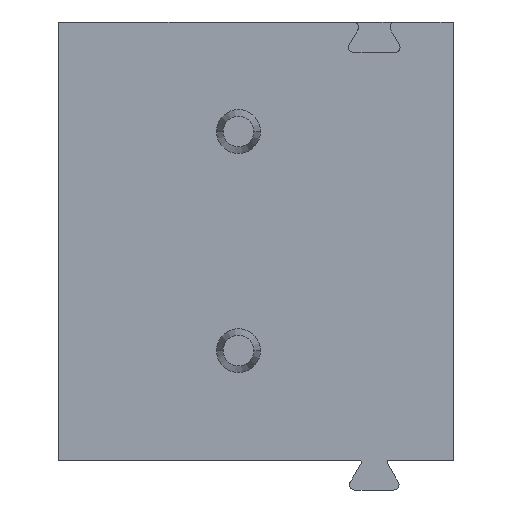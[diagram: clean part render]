
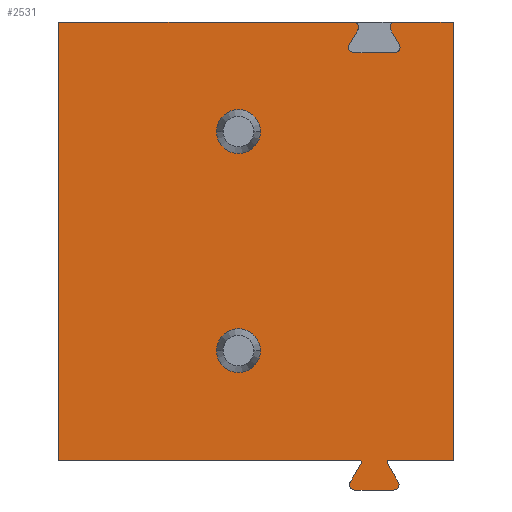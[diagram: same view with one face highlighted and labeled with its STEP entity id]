
A CAD part, front view. The second image highlights one B-rep face of the part: STEP entity #2531.
In plain terms, the highlighted planar face has unit normal (0, -1, 0).
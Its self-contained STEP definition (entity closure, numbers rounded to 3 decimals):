
#28=DIRECTION('',(1.,0.,0.));
#29=VECTOR('',#28,6.721);
#30=CARTESIAN_POINT('',(-4.5,-6.25,7.5));
#31=LINE('',#30,#29);
#52=DIRECTION('',(1.,0.,0.));
#53=VECTOR('',#52,1.321);
#54=CARTESIAN_POINT('',(3.179,-6.25,7.5));
#55=LINE('',#54,#53);
#96=DIRECTION('',(1.,0.,0.));
#97=VECTOR('',#96,0.935);
#98=CARTESIAN_POINT('',(2.232,-6.25,6.8));
#99=LINE('',#98,#97);
#100=CARTESIAN_POINT('',(3.168,-6.25,6.92));
#101=DIRECTION('',(0.,-1.,0.));
#102=DIRECTION('',(0.,0.,-1.));
#103=AXIS2_PLACEMENT_3D('',#100,#101,#102);
#105=DIRECTION('',(-0.5,0.,0.866));
#106=VECTOR('',#105,0.393);
#107=CARTESIAN_POINT('',(3.272,-6.25,6.98));
#108=LINE('',#107,#106);
#109=CARTESIAN_POINT('',(3.179,-6.25,7.38));
#110=DIRECTION('',(0.,-1.,0.));
#111=DIRECTION('',(0.,0.,1.));
#112=AXIS2_PLACEMENT_3D('',#109,#110,#111);
#114=CARTESIAN_POINT('',(3.046,-6.25,-2.55));
#115=DIRECTION('',(0.,1.,0.));
#116=DIRECTION('',(-0.866,0.,-0.5));
#117=AXIS2_PLACEMENT_3D('',#114,#115,#116);
#119=DIRECTION('',(-0.5,0.,0.866));
#120=VECTOR('',#119,0.491);
#121=CARTESIAN_POINT('',(3.248,-6.25,-3.));
#122=LINE('',#121,#120);
#123=CARTESIAN_POINT('',(3.144,-6.25,-3.06));
#124=DIRECTION('',(0.,-1.,0.));
#125=DIRECTION('',(0.,0.,-1.));
#126=AXIS2_PLACEMENT_3D('',#123,#124,#125);
#128=DIRECTION('',(1.,0.,0.));
#129=VECTOR('',#128,0.889);
#130=CARTESIAN_POINT('',(2.256,-6.25,-3.18));
#131=LINE('',#130,#129);
#132=CARTESIAN_POINT('',(2.256,-6.25,-3.06));
#133=DIRECTION('',(0.,-1.,0.));
#134=DIRECTION('',(-0.866,0.,0.5));
#135=AXIS2_PLACEMENT_3D('',#132,#133,#134);
#137=DIRECTION('',(-0.5,0.,-0.866));
#138=VECTOR('',#137,0.491);
#139=CARTESIAN_POINT('',(2.397,-6.25,-2.575));
#140=LINE('',#139,#138);
#141=CARTESIAN_POINT('',(2.354,-6.25,-2.55));
#142=DIRECTION('',(0.,1.,0.));
#143=DIRECTION('',(0.,0.,1.));
#144=AXIS2_PLACEMENT_3D('',#141,#142,#143);
#146=DIRECTION('',(0.,0.,-1.));
#147=VECTOR('',#146,10.);
#148=CARTESIAN_POINT('',(-4.5,-6.25,7.5));
#149=LINE('',#148,#147);
#150=CARTESIAN_POINT('',(2.221,-6.25,7.38));
#151=DIRECTION('',(0.,-1.,0.));
#152=DIRECTION('',(0.866,0.,-0.5));
#153=AXIS2_PLACEMENT_3D('',#150,#151,#152);
#155=DIRECTION('',(-0.5,0.,-0.866));
#156=VECTOR('',#155,0.393);
#157=CARTESIAN_POINT('',(2.325,-6.25,7.32));
#158=LINE('',#157,#156);
#159=CARTESIAN_POINT('',(2.232,-6.25,6.92));
#160=DIRECTION('',(0.,-1.,0.));
#161=DIRECTION('',(-0.866,0.,0.5));
#162=AXIS2_PLACEMENT_3D('',#159,#160,#161);
#164=CARTESIAN_POINT('',(-0.4,-6.25,0.));
#165=DIRECTION('',(0.,1.,0.));
#166=DIRECTION('',(-1.,0.,0.));
#167=AXIS2_PLACEMENT_3D('',#164,#165,#166);
#169=CARTESIAN_POINT('',(-0.4,-6.25,0.));
#170=DIRECTION('',(0.,1.,0.));
#171=DIRECTION('',(1.,0.,0.));
#172=AXIS2_PLACEMENT_3D('',#169,#170,#171);
#174=CARTESIAN_POINT('',(-0.4,-6.25,5.));
#175=DIRECTION('',(0.,1.,0.));
#176=DIRECTION('',(-1.,0.,0.));
#177=AXIS2_PLACEMENT_3D('',#174,#175,#176);
#179=CARTESIAN_POINT('',(-0.4,-6.25,5.));
#180=DIRECTION('',(0.,1.,0.));
#181=DIRECTION('',(1.,0.,0.));
#182=AXIS2_PLACEMENT_3D('',#179,#180,#181);
#204=DIRECTION('',(0.,0.,-1.));
#205=VECTOR('',#204,10.);
#206=CARTESIAN_POINT('',(4.5,-6.25,7.5));
#207=LINE('',#206,#205);
#304=DIRECTION('',(1.,0.,0.));
#305=VECTOR('',#304,1.454);
#306=CARTESIAN_POINT('',(3.046,-6.25,-2.5));
#307=LINE('',#306,#305);
#328=DIRECTION('',(1.,0.,0.));
#329=VECTOR('',#328,6.854);
#330=CARTESIAN_POINT('',(-4.5,-6.25,-2.5));
#331=LINE('',#330,#329);
#1914=CARTESIAN_POINT('',(-4.5,-6.25,7.5));
#1915=VERTEX_POINT('',#1914);
#1916=CARTESIAN_POINT('',(4.5,-6.25,7.5));
#1918=VERTEX_POINT('',#1916);
#1926=CARTESIAN_POINT('',(-4.5,-6.25,-2.5));
#1927=VERTEX_POINT('',#1926);
#1928=CARTESIAN_POINT('',(4.5,-6.25,-2.5));
#1930=VERTEX_POINT('',#1928);
#1932=CARTESIAN_POINT('',(2.397,-6.25,-2.575));
#1933=CARTESIAN_POINT('',(2.152,-6.25,-3.));
#1934=VERTEX_POINT('',#1932);
#1935=VERTEX_POINT('',#1933);
#1936=CARTESIAN_POINT('',(2.256,-6.25,-3.18));
#1937=VERTEX_POINT('',#1936);
#1938=CARTESIAN_POINT('',(3.144,-6.25,-3.18));
#1939=VERTEX_POINT('',#1938);
#1940=CARTESIAN_POINT('',(3.248,-6.25,-3.));
#1941=VERTEX_POINT('',#1940);
#1942=CARTESIAN_POINT('',(3.003,-6.25,-2.575));
#1943=VERTEX_POINT('',#1942);
#1960=CARTESIAN_POINT('',(3.046,-6.25,-2.5));
#1961=VERTEX_POINT('',#1960);
#1962=CARTESIAN_POINT('',(2.354,-6.25,-2.5));
#1963=VERTEX_POINT('',#1962);
#1980=CARTESIAN_POINT('',(3.179,-6.25,7.5));
#1981=VERTEX_POINT('',#1980);
#1982=CARTESIAN_POINT('',(2.221,-6.25,7.5));
#1983=VERTEX_POINT('',#1982);
#1984=CARTESIAN_POINT('',(2.232,-6.25,6.8));
#1985=CARTESIAN_POINT('',(3.168,-6.25,6.8));
#1986=VERTEX_POINT('',#1984);
#1987=VERTEX_POINT('',#1985);
#1988=CARTESIAN_POINT('',(3.272,-6.25,6.98));
#1989=VERTEX_POINT('',#1988);
#1990=CARTESIAN_POINT('',(3.075,-6.25,7.32));
#1991=VERTEX_POINT('',#1990);
#1992=CARTESIAN_POINT('',(2.325,-6.25,7.32));
#1993=VERTEX_POINT('',#1992);
#1994=CARTESIAN_POINT('',(2.128,-6.25,6.98));
#1995=VERTEX_POINT('',#1994);
#2188=CARTESIAN_POINT('',(-0.9,-6.25,0.));
#2189=CARTESIAN_POINT('',(0.1,-6.25,0.));
#2190=VERTEX_POINT('',#2188);
#2191=VERTEX_POINT('',#2189);
#2372=CARTESIAN_POINT('',(-0.9,-6.25,5.));
#2373=VERTEX_POINT('',#2372);
#2374=CARTESIAN_POINT('',(0.1,-6.25,5.));
#2375=VERTEX_POINT('',#2374);
#2475=CARTESIAN_POINT('',(-4.5,-6.25,7.5));
#2476=DIRECTION('',(0.,-1.,0.));
#2477=DIRECTION('',(1.,0.,0.));
#2478=AXIS2_PLACEMENT_3D('',#2475,#2476,#2477);
#2479=PLANE('',#2478);
#2481=ORIENTED_EDGE('',*,*,#2480,.T.);
#2483=ORIENTED_EDGE('',*,*,#2482,.T.);
#2485=ORIENTED_EDGE('',*,*,#2484,.T.);
#2486=ORIENTED_EDGE('',*,*,#2467,.F.);
#2487=ORIENTED_EDGE('',*,*,#2431,.T.);
#2489=ORIENTED_EDGE('',*,*,#2488,.T.);
#2491=ORIENTED_EDGE('',*,*,#2490,.F.);
#2493=ORIENTED_EDGE('',*,*,#2492,.F.);
#2495=ORIENTED_EDGE('',*,*,#2494,.F.);
#2497=ORIENTED_EDGE('',*,*,#2496,.F.);
#2499=ORIENTED_EDGE('',*,*,#2498,.F.);
#2501=ORIENTED_EDGE('',*,*,#2500,.F.);
#2503=ORIENTED_EDGE('',*,*,#2502,.F.);
#2505=ORIENTED_EDGE('',*,*,#2504,.F.);
#2507=ORIENTED_EDGE('',*,*,#2506,.F.);
#2509=ORIENTED_EDGE('',*,*,#2508,.F.);
#2510=ORIENTED_EDGE('',*,*,#2419,.T.);
#2512=ORIENTED_EDGE('',*,*,#2511,.F.);
#2514=ORIENTED_EDGE('',*,*,#2513,.T.);
#2516=ORIENTED_EDGE('',*,*,#2515,.T.);
#2517=EDGE_LOOP('',(#2481,#2483,#2485,#2486,#2487,#2489,#2491,#2493,#2495,#2497,
#2499,#2501,#2503,#2505,#2507,#2509,#2510,#2512,#2514,#2516));
#2518=FACE_OUTER_BOUND('',#2517,.F.);
#2520=ORIENTED_EDGE('',*,*,#2519,.F.);
#2522=ORIENTED_EDGE('',*,*,#2521,.F.);
#2523=EDGE_LOOP('',(#2520,#2522));
#2524=FACE_BOUND('',#2523,.F.);
#2526=ORIENTED_EDGE('',*,*,#2525,.F.);
#2528=ORIENTED_EDGE('',*,*,#2527,.F.);
#2529=EDGE_LOOP('',(#2526,#2528));
#2530=FACE_BOUND('',#2529,.F.);
#104=CIRCLE('',#103,0.12);
#113=CIRCLE('',#112,0.12);
#118=CIRCLE('',#117,0.05);
#127=CIRCLE('',#126,0.12);
#136=CIRCLE('',#135,0.12);
#145=CIRCLE('',#144,0.05);
#154=CIRCLE('',#153,0.12);
#163=CIRCLE('',#162,0.12);
#168=CIRCLE('',#167,0.5);
#173=CIRCLE('',#172,0.5);
#178=CIRCLE('',#177,0.5);
#183=CIRCLE('',#182,0.5);
#2419=EDGE_CURVE('',#1915,#1983,#31,.T.);
#2431=EDGE_CURVE('',#1981,#1918,#55,.T.);
#2467=EDGE_CURVE('',#1981,#1991,#113,.T.);
#2480=EDGE_CURVE('',#1986,#1987,#99,.T.);
#2482=EDGE_CURVE('',#1987,#1989,#104,.T.);
#2484=EDGE_CURVE('',#1989,#1991,#108,.T.);
#2488=EDGE_CURVE('',#1918,#1930,#207,.T.);
#2490=EDGE_CURVE('',#1961,#1930,#307,.T.);
#2492=EDGE_CURVE('',#1943,#1961,#118,.T.);
#2494=EDGE_CURVE('',#1941,#1943,#122,.T.);
#2496=EDGE_CURVE('',#1939,#1941,#127,.T.);
#2498=EDGE_CURVE('',#1937,#1939,#131,.T.);
#2500=EDGE_CURVE('',#1935,#1937,#136,.T.);
#2502=EDGE_CURVE('',#1934,#1935,#140,.T.);
#2504=EDGE_CURVE('',#1963,#1934,#145,.T.);
#2506=EDGE_CURVE('',#1927,#1963,#331,.T.);
#2508=EDGE_CURVE('',#1915,#1927,#149,.T.);
#2511=EDGE_CURVE('',#1993,#1983,#154,.T.);
#2513=EDGE_CURVE('',#1993,#1995,#158,.T.);
#2515=EDGE_CURVE('',#1995,#1986,#163,.T.);
#2519=EDGE_CURVE('',#2190,#2191,#168,.T.);
#2521=EDGE_CURVE('',#2191,#2190,#173,.T.);
#2525=EDGE_CURVE('',#2373,#2375,#178,.T.);
#2527=EDGE_CURVE('',#2375,#2373,#183,.T.);
#2531=ADVANCED_FACE('',(#2518,#2524,#2530),#2479,.T.);
